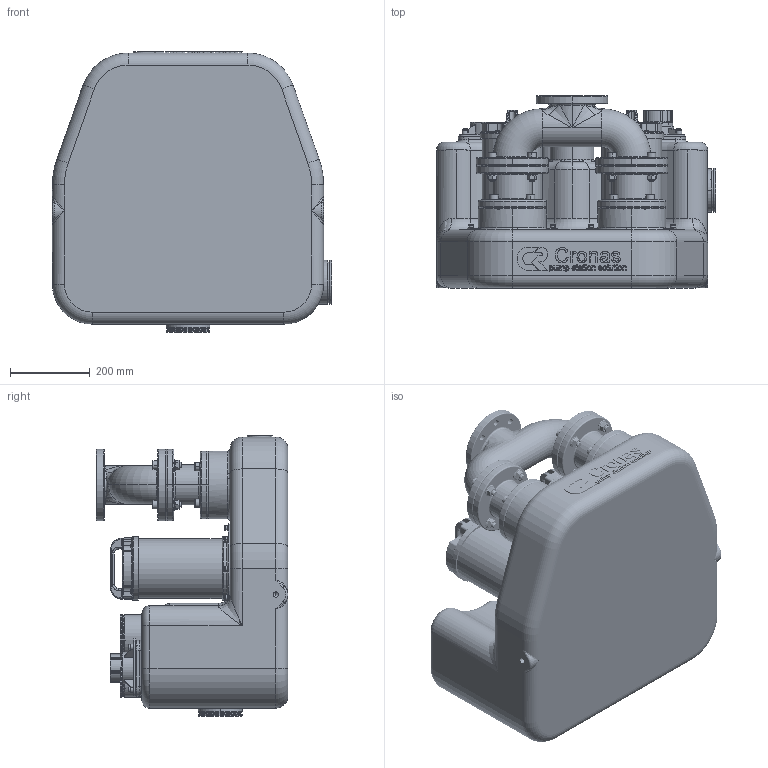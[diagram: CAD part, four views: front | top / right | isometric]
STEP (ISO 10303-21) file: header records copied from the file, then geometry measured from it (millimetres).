
FILE_DESCRIPTION (( 'STEP AP203' ), '1' );
FILE_NAME ('DPX-100.00.00.00_Ñòàíöèÿ íàñîñíàÿ êàíàëèçàöèîííàÿ.STEP', '2024-05-07T15:44:09', ( '' ), ( '' ), 'SwSTEP 2.0', 'SolidWorks 2023', '' );
FILE_SCHEMA (( 'CONFIG_CONTROL_DESIGN' ));
Length unit declared in the file: millimetre
Products named in the file (14): DPX-100.00.00.04_Насос_00; DPX-100.00.00.00_Станция насосная канализационная; ГОСТ Р ИСО 7045-2013_Винт со скругленной головкой ГОСТ Р ИСО 7045 - 6x40 - H; ГОСТ Р ИСО 4762-2012_Винт с цилиндрической головкой и шестигранным углублением под ключ ГОСТ Р ИСО 4762 - M8x16; ГОСТ Р ИСО 4762-2012_Винт с цилиндрической головкой и шестигранным углублением под ключ ГОСТ Р ИСО 4762 - M5x8; ГОСТ Р 50592-93_Гайка M14 ГОСТ Р 50592-93; ГОСТ Р ИСО 4762-2012_Винт с цилиндрической головкой и шестигранным углублением под ключ ГОСТ Р ИСО 4762 - M14x60; DPX-100.00.00.01_Бак_00; DPX-75.00.00.06_Датчик_DPX-75.00.00.07_Заглушка; DPX-100.00.00.02_Труба_00; DPX-100.00.00.03_Тройник_00; ГОСТ Р ИСО 4762-2012_Винт с цилиндрической головкой и шестигранным углублением под ключ ГОСТ Р ИСО 4762 - M14x40; DPX-75.00.00.06_Датчик_DPX-75.00.00.06_Датчик; ГОСТ Р ИСО 4762-2012_Винт с цилиндрической головкой и шестигранным углублением под ключ ГОСТ Р ИСО 4762 - M6x10
Assembly tree (68 placements, depth 2):
  DPX-100.00.00.00_Станция насосная канализационная
    DPX-100.00.00.01_Бак_00
    DPX-100.00.00.02_Труба_00  x2
    DPX-100.00.00.03_Тройник_00
    DPX-100.00.00.04_Насос_00  x2
    DPX-75.00.00.06_Датчик_DPX-75.00.00.07_Заглушка
    ГОСТ Р ИСО 4762-2012_Винт с цилиндрической головкой и шестигранным углублением под ключ ГОСТ Р ИСО 4762 - M14x60  x8
    ГОСТ Р ИСО 4762-2012_Винт с цилиндрической головкой и шестигранным углублением под ключ ГОСТ Р ИСО 4762 - M14x40  x8
    ГОСТ Р ИСО 4762-2012_Винт с цилиндрической головкой и шестигранным углублением под ключ ГОСТ Р ИСО 4762 - M8x16  x16
    ГОСТ Р ИСО 4762-2012_Винт с цилиндрической головкой и шестигранным углублением под ключ ГОСТ Р ИСО 4762 - M5x8  x8
    ГОСТ Р ИСО 4762-2012_Винт с цилиндрической головкой и шестигранным углублением под ключ ГОСТ Р ИСО 4762 - M6x10  x4
    ГОСТ Р ИСО 7045-2013_Винт со скругленной головкой ГОСТ Р ИСО 7045 - 6x40 - H  x8
    ГОСТ Р 50592-93_Гайка M14 ГОСТ Р 50592-93  x8
    DPX-75.00.00.06_Датчик_DPX-75.00.00.06_Датчик
Bounding box: 700 x 481 x 703 mm (x, y, z)
Volume: 19546375.8 mm3; surface area: 4624738 mm2
Topology: 68 solids, 69 shells, 3609 faces, 8639 edges, 5113 vertices
Faces by surface type: cylinder 952, plane 939, torus 752, cone 504, bspline 432, sphere 30
Entity records: 85495 total; most frequent: CARTESIAN_POINT 36537, ORIENTED_EDGE 9614, DIRECTION 9588, EDGE_CURVE 4807, AXIS2_PLACEMENT_3D 3891, VERTEX_POINT 2949, EDGE_LOOP 2284, CIRCLE 2139
